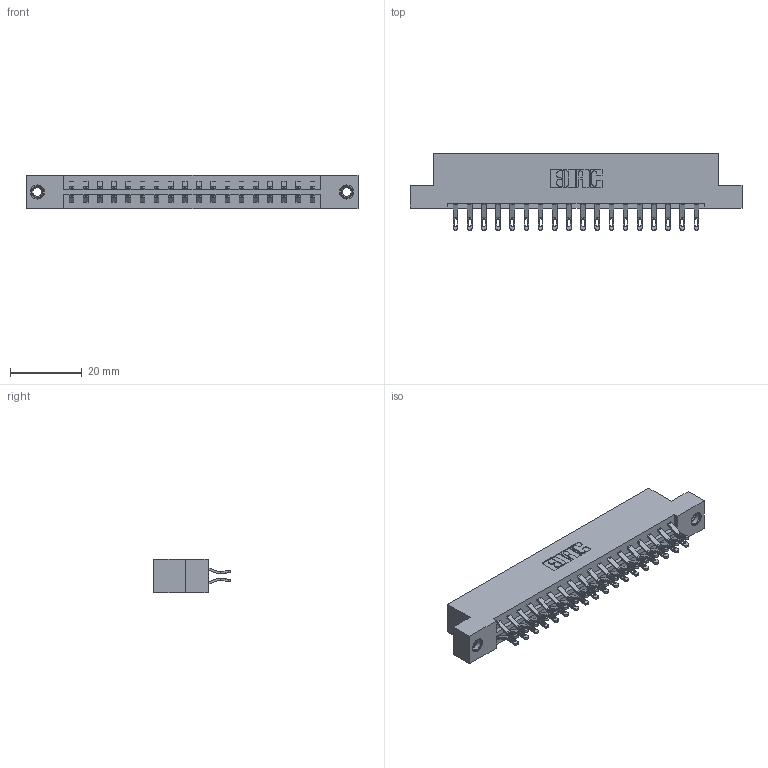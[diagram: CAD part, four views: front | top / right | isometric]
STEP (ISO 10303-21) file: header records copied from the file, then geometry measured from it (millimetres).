
FILE_DESCRIPTION (( 'STEP AP203' ), '1' );
FILE_NAME ('833-036-555-207.STEP', '2020-06-03T03:39:02', ( '' ), ( '' ), 'SwSTEP 2.0', 'SolidWorks 2020', '' );
FILE_SCHEMA (( 'CONFIG_CONTROL_DESIGN' ));
Length unit declared in the file: inch
Products named in the file (4): 833 Part_Flush - .156 Dia - TI; 345-250-001_345-250-005-103; 833-036-555-207; 345-292-001_555 Tail
Assembly tree (39 placements, depth 2):
  833-036-555-207
    833 Part_Flush - .156 Dia - TI
    345-292-001_555 Tail  x36
    345-250-001_345-250-005-103  x2
Bounding box: 92.86 x 21.47 x 9.4 mm (x, y, z)
Volume: 9347.2 mm3; surface area: 11217.4 mm2
Topology: 39 solids, 39 shells, 2262 faces, 7035 edges, 4682 vertices
Faces by surface type: plane 1326, cylinder 920, cone 12, torus 4
Entity records: 16196 total; most frequent: CARTESIAN_POINT 2731, ORIENTED_EDGE 2630, DIRECTION 2377, EDGE_CURVE 1315, LINE 1147, VECTOR 1147, VERTEX_POINT 872, AXIS2_PLACEMENT_3D 615
